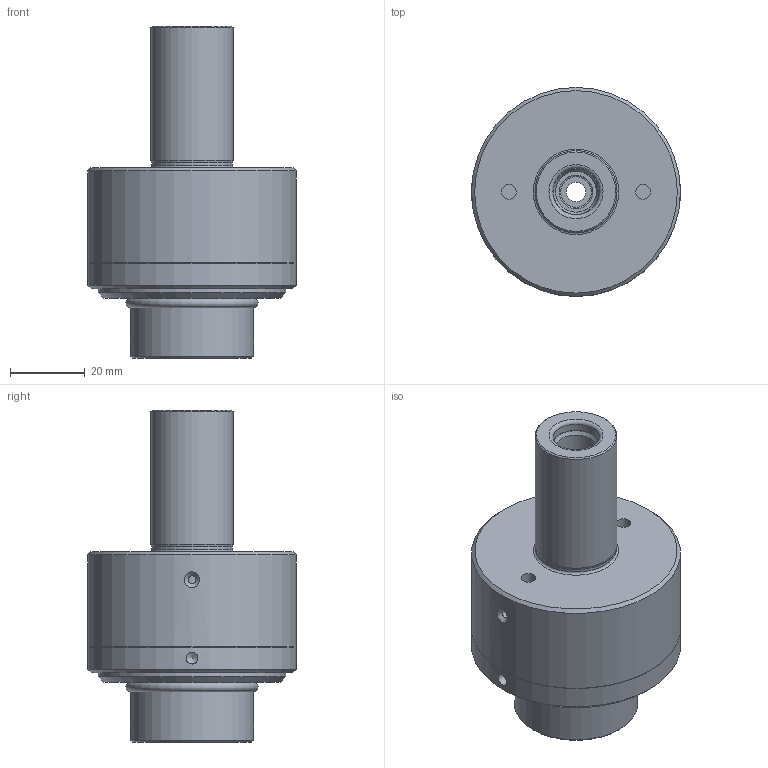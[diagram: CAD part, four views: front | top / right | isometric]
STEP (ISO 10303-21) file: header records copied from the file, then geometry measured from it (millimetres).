
FILE_DESCRIPTION(/* description */ (''),/* implementation_level */ '2;1');
FILE_NAME(/* name */ '262292003.stp',/* time_stamp */ '2021-01-21T11:10:17',/* author */ ('LRA'),/* organization */ ('REGO-FIX'),/* preprocessor_version */ ' Unknown',/* originating_system */ 'SIEMENS PLM Software Solid Edge ST10',/* authorization */ 'Unknown');
FILE_SCHEMA (('AUTOMOTIVE_DESIGN { 1 0 10303 214 2 1 1}'));
Length unit declared in the file: millimetre
Products named in the file (1): NOCUT
Bounding box: 56 x 56 x 89 mm (x, y, z)
Volume: 76955.9 mm3; surface area: 34469 mm2
Topology: 1 solids, 3 shells, 128 faces, 267 edges, 165 vertices
Faces by surface type: cone 40, cylinder 37, plane 28, torus 20, bspline 3
Full cylindrical faces by diameter (mm): 2.113 x1, 3.2 x2, 4 x4, 5.2 x2, 7.4 x1, 9 x2, 11 x1, 12 x1, 12.5 x2, 14 x1, 21.7 x1, 22 x1, 25 x1, 28.5 x1, 33 x2, 33.2 x1, 43.9 x1, 44.5 x1, 46 x1, 46.4 x1, 46.5 x1, 46.6 x1, 47 x1, 48 x1, 48.5 x1, 50.3 x1, 56 x2
Entity records: 4348 total; most frequent: CARTESIAN_POINT 1162, DIRECTION 514, ORIENTED_EDGE 286, FACE_BOUND 261, EDGE_LOOP 259, AXIS2_PLACEMENT_3D 256, EDGE_CURVE 143, VERTEX_POINT 138
